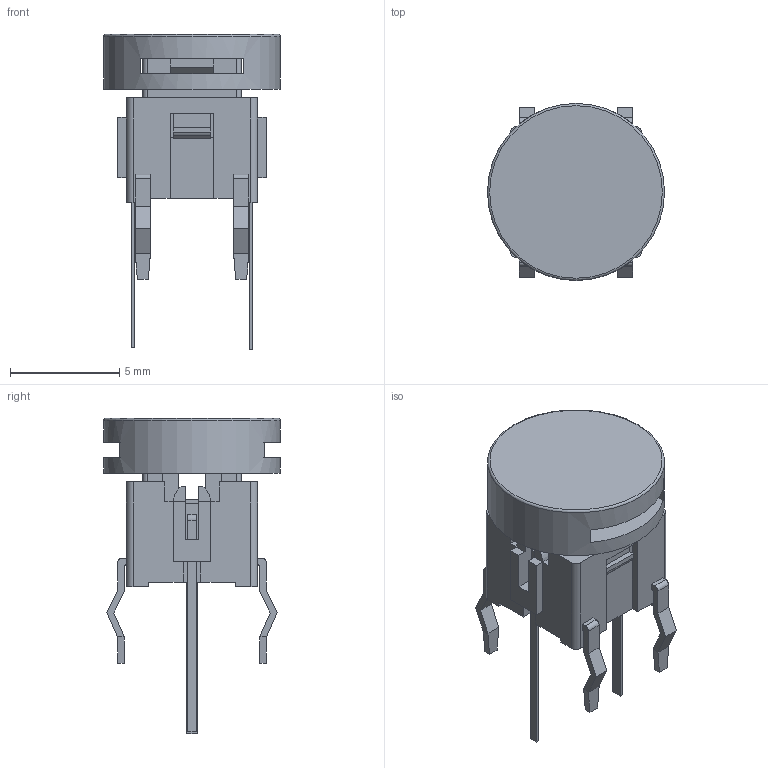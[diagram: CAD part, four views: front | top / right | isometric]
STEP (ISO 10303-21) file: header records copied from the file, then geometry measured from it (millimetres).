
FILE_DESCRIPTION(('FreeCAD Model'),'2;1');
FILE_NAME('TSL06-1__.step','2015-12-07T21:52:58',('Author'),('' ),'Open CASCADE STEP processor 6.8','FreeCAD','Unknown');
FILE_SCHEMA(('AUTOMOTIVE_DESIGN_CC2 { 1 2 10303 214 -1 1 5 4 }'));
Length unit declared in the file: millimetre
Products named in the file (1): Fusion
Bounding box: 8.1 x 8.1 x 14.42 mm (x, y, z)
Volume: 237.3 mm3; surface area: 724.4 mm2
Topology: 1 solids, 1 shells, 286 faces, 832 edges, 547 vertices
Faces by surface type: plane 247, cylinder 32, bspline 4, torus 3
Full cylindrical faces by diameter (mm): 1.2 x1, 8.1 x1
Entity records: 24048 total; most frequent: CARTESIAN_POINT 7812, DIRECTION 2867, LINE 2132, VECTOR 2132, ORIENTED_EDGE 1664, PCURVE 1664, DEFINITIONAL_REPRESENTATION 1664, EDGE_CURVE 832
